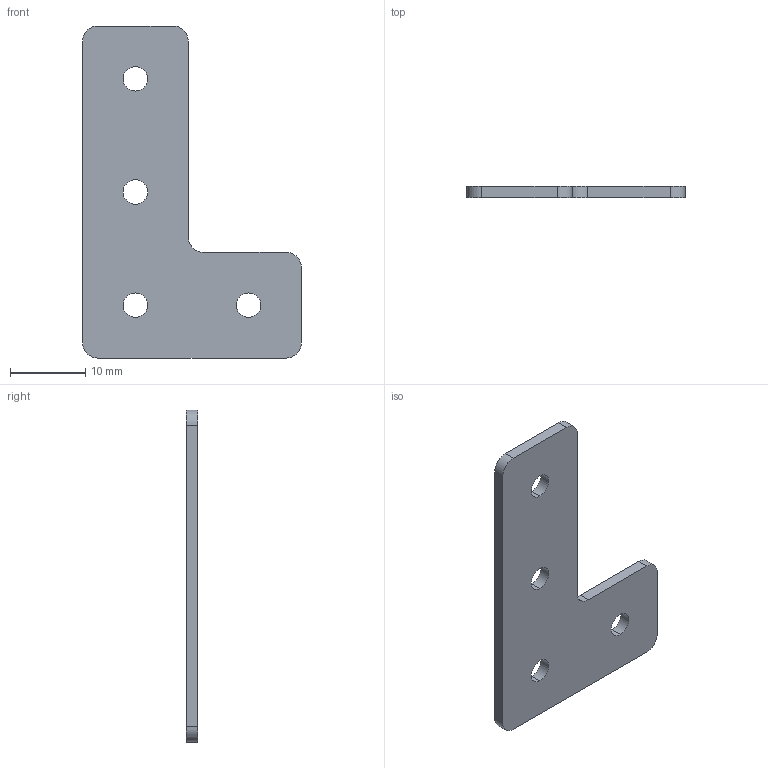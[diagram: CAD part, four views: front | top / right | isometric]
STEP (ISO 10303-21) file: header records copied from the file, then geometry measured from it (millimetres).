
FILE_DESCRIPTION (( 'STEP AP214' ), '1' );
FILE_NAME ('F06 Ã-ñîåäåíèòåëü 30õ45B.STEP', '2019-11-15T09:56:30', ( 'Windows User' ), ( '' ), 'SwSTEP 2.0', 'SolidWorks 2019', '' );
FILE_SCHEMA (( 'AUTOMOTIVE_DESIGN' ));
Length unit declared in the file: millimetre
Products named in the file (1): F06 Ã-ñîåäåíèòåëü 30õ45B
Bounding box: 29 x 1.5 x 44 mm (x, y, z)
Volume: 1184.1 mm3; surface area: 1851.3 mm2
Topology: 1 solids, 1 shells, 22 faces, 60 edges, 40 vertices
Faces by surface type: cylinder 14, plane 8
Entity records: 762 total; most frequent: DIRECTION 134, CARTESIAN_POINT 123, ORIENTED_EDGE 120, EDGE_CURVE 60, AXIS2_PLACEMENT_3D 51, VERTEX_POINT 40, VECTOR 32, LINE 32
